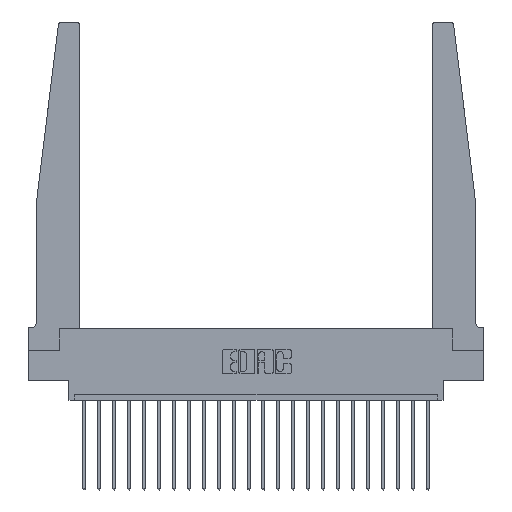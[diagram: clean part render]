
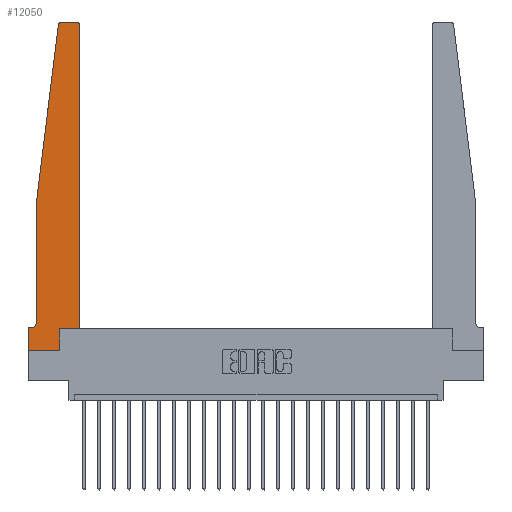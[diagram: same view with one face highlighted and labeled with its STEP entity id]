
A CAD part, top view. The second image highlights one B-rep face of the part: STEP entity #12050.
In plain terms, the highlighted planar face has unit normal (0, 0, 1).
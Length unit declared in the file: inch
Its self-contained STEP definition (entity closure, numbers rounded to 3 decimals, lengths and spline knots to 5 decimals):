
#354 = VECTOR ( 'NONE', #19434, 39.37008 ) ;
#404 = VERTEX_POINT ( 'NONE', #17913 ) ;
#1342 = CIRCLE ( 'NONE', #10626, 0.03 ) ;
#2059 = EDGE_CURVE ( 'NONE', #16804, #10635, #18813, .T. ) ;
#2899 = CARTESIAN_POINT ( 'NONE',  ( 0.395, 2.72, 0.37 ) ) ;
#2977 = LINE ( 'NONE', #10180, #8952 ) ;
#3070 = AXIS2_PLACEMENT_3D ( 'NONE', #2899, #15163, #4833 ) ;
#3130 = DIRECTION ( 'NONE',  ( 1., 0., 0. ) ) ;
#3256 = EDGE_CURVE ( 'NONE', #6198, #11531, #17430, .T. ) ;
#3464 = LINE ( 'NONE', #4613, #18228 ) ;
#3669 = ORIENTED_EDGE ( 'NONE', *, *, #6971, .T. ) ;
#3797 = VERTEX_POINT ( 'NONE', #17696 ) ;
#3979 = EDGE_CURVE ( 'NONE', #7862, #3797, #17910, .T. ) ;
#4205 = DIRECTION ( 'NONE',  ( -1., 0., 0. ) ) ;
#4291 = CARTESIAN_POINT ( 'NONE',  ( 0.25, 2.75, 0.37 ) ) ;
#4613 = CARTESIAN_POINT ( 'NONE',  ( 0.2605, 0.18, 0.37 ) ) ;
#4759 = CARTESIAN_POINT ( 'NONE',  ( 0., 0., 0.37 ) ) ;
#4833 = DIRECTION ( 'NONE',  ( 1., 0., 0. ) ) ;
#4931 = DIRECTION ( 'NONE',  ( 0., 0., 1. ) ) ;
#5222 = CARTESIAN_POINT ( 'NONE',  ( 0.2605, 0., 0.37 ) ) ;
#5274 = LINE ( 'NONE', #10889, #354 ) ;
#5299 = VECTOR ( 'NONE', #12930, 39.37008 ) ;
#5306 = LINE ( 'NONE', #4759, #18417 ) ;
#5757 = EDGE_CURVE ( 'NONE', #11531, #7862, #16824, .T. ) ;
#6198 = VERTEX_POINT ( 'NONE', #18374 ) ;
#6197 = CARTESIAN_POINT ( 'NONE',  ( 0.065, 0.2375, 0.37 ) ) ;
#6568 = CARTESIAN_POINT ( 'NONE',  ( 0.065, 1.25, 0.37 ) ) ;
#6583 = ORIENTED_EDGE ( 'NONE', *, *, #3256, .T. ) ;
#6721 = VECTOR ( 'NONE', #16144, 39.37008 ) ;
#6741 = CARTESIAN_POINT ( 'NONE',  ( 0., 0., 0.37 ) ) ;
#6744 = PLANE ( 'NONE',  #7579 ) ;
#6971 = EDGE_CURVE ( 'NONE', #9061, #18296, #3464, .T. ) ;
#6975 = AXIS2_PLACEMENT_3D ( 'NONE', #19794, #9657, #4205 ) ;
#7579 = AXIS2_PLACEMENT_3D ( 'NONE', #9827, #4931, #3130 ) ;
#7586 = DIRECTION ( 'NONE',  ( 1., 0., 0. ) ) ;
#7862 = VERTEX_POINT ( 'NONE', #6197 ) ;
#7965 = ORIENTED_EDGE ( 'NONE', *, *, #11171, .T. ) ;
#7986 = DIRECTION ( 'NONE',  ( 0., 1., 0. ) ) ;
#8491 = CARTESIAN_POINT ( 'NONE',  ( 0.065, 1.25, 0.37 ) ) ;
#8951 = CARTESIAN_POINT ( 'NONE',  ( 0., 0.1875, 0.37 ) ) ;
#8952 = VECTOR ( 'NONE', #11936, 39.37008 ) ;
#9061 = VERTEX_POINT ( 'NONE', #5222 ) ;
#9373 = CARTESIAN_POINT ( 'NONE',  ( 0.395, 2.75, 0.37 ) ) ;
#9503 = CARTESIAN_POINT ( 'NONE',  ( 0.425, 0.18, 0.37 ) ) ;
#9576 = ORIENTED_EDGE ( 'NONE', *, *, #5757, .T. ) ;
#9657 = DIRECTION ( 'NONE',  ( 0., 0., -1. ) ) ;
#9663 = VECTOR ( 'NONE', #16490, 39.37008 ) ;
#9827 = CARTESIAN_POINT ( 'NONE',  ( 0., 0.1875, 0.37 ) ) ;
#10180 = CARTESIAN_POINT ( 'NONE',  ( 0.425, 0.18, 0.37 ) ) ;
#10267 = ORIENTED_EDGE ( 'NONE', *, *, #2059, .T. ) ;
#10309 = EDGE_CURVE ( 'NONE', #3797, #16804, #5274, .T. ) ;
#10626 = AXIS2_PLACEMENT_3D ( 'NONE', #17907, #17836, #7586 ) ;
#10635 = VERTEX_POINT ( 'NONE', #6741 ) ;
#10799 = CIRCLE ( 'NONE', #3070, 0.03 ) ;
#10889 = CARTESIAN_POINT ( 'NONE',  ( 0.065, 0.1875, 0.37 ) ) ;
#10975 = CARTESIAN_POINT ( 'NONE',  ( 0., 0., 0.37 ) ) ;
#11171 = EDGE_CURVE ( 'NONE', #18296, #404, #2977, .T. ) ;
#11274 = VECTOR ( 'NONE', #7986, 39.37008 ) ;
#11526 = CARTESIAN_POINT ( 'NONE',  ( 0.2605, 0.18, 0.37 ) ) ;
#11531 = VERTEX_POINT ( 'NONE', #8491 ) ;
#11883 = EDGE_CURVE ( 'NONE', #17766, #6198, #1342, .T. ) ;
#11936 = DIRECTION ( 'NONE',  ( 1., 0., 0. ) ) ;
#12050 = ADVANCED_FACE ( 'NONE', ( #18027 ), #6744, .T. ) ;
#12341 = LINE ( 'NONE', #9503, #11274 ) ;
#12519 = EDGE_CURVE ( 'NONE', #22146, #20880, #10799, .T. ) ;
#12930 = DIRECTION ( 'NONE',  ( 0., -1., 0. ) ) ;
#13380 = EDGE_LOOP ( 'NONE', ( #19404, #14695, #6583, #9576, #15509, #22186, #10267, #14148, #3669, #7965, #16299, #20394 ) ) ;
#13721 = LINE ( 'NONE', #4291, #9663 ) ;
#14148 = ORIENTED_EDGE ( 'NONE', *, *, #22091, .T. ) ;
#14552 = VECTOR ( 'NONE', #19734, 39.37008 ) ;
#14695 = ORIENTED_EDGE ( 'NONE', *, *, #11883, .T. ) ;
#15163 = DIRECTION ( 'NONE',  ( 0., 0., 1. ) ) ;
#15509 = ORIENTED_EDGE ( 'NONE', *, *, #3979, .T. ) ;
#15839 = EDGE_CURVE ( 'NONE', #20880, #17766, #13721, .T. ) ;
#16044 = CARTESIAN_POINT ( 'NONE',  ( 0.065, 1.25, 0.37 ) ) ;
#16144 = DIRECTION ( 'NONE',  ( -0.122, -0.992, 0. ) ) ;
#16299 = ORIENTED_EDGE ( 'NONE', *, *, #16932, .T. ) ;
#16490 = DIRECTION ( 'NONE',  ( -1., 0., 0. ) ) ;
#16562 = CARTESIAN_POINT ( 'NONE',  ( 0.425, 2.72, 0.37 ) ) ;
#16795 = DIRECTION ( 'NONE',  ( 0., 1., 0. ) ) ;
#16804 = VERTEX_POINT ( 'NONE', #8951 ) ;
#16824 = LINE ( 'NONE', #16044, #5299 ) ;
#16932 = EDGE_CURVE ( 'NONE', #404, #22146, #12341, .T. ) ;
#17036 = CARTESIAN_POINT ( 'NONE',  ( 0.27653, 2.75, 0.37 ) ) ;
#17430 = LINE ( 'NONE', #6568, #6721 ) ;
#17696 = CARTESIAN_POINT ( 'NONE',  ( 0.015, 0.1875, 0.37 ) ) ;
#17766 = VERTEX_POINT ( 'NONE', #17036 ) ;
#17836 = DIRECTION ( 'NONE',  ( 0., 0., 1. ) ) ;
#17907 = CARTESIAN_POINT ( 'NONE',  ( 0.27653, 2.72, 0.37 ) ) ;
#17910 = CIRCLE ( 'NONE', #6975, 0.05 ) ;
#17913 = CARTESIAN_POINT ( 'NONE',  ( 0.425, 0.18, 0.37 ) ) ;
#18027 = FACE_OUTER_BOUND ( 'NONE', #13380, .T. ) ;
#18228 = VECTOR ( 'NONE', #16795, 39.37008 ) ;
#18296 = VERTEX_POINT ( 'NONE', #11526 ) ;
#18336 = DIRECTION ( 'NONE',  ( 1., 0., 0. ) ) ;
#18374 = CARTESIAN_POINT ( 'NONE',  ( 0.24675, 2.72367, 0.37 ) ) ;
#18417 = VECTOR ( 'NONE', #18336, 39.37008 ) ;
#18813 = LINE ( 'NONE', #10975, #14552 ) ;
#19404 = ORIENTED_EDGE ( 'NONE', *, *, #15839, .T. ) ;
#19434 = DIRECTION ( 'NONE',  ( -1., 0., 0. ) ) ;
#19734 = DIRECTION ( 'NONE',  ( 0., -1., 0. ) ) ;
#19794 = CARTESIAN_POINT ( 'NONE',  ( 0.015, 0.2375, 0.37 ) ) ;
#20394 = ORIENTED_EDGE ( 'NONE', *, *, #12519, .T. ) ;
#20880 = VERTEX_POINT ( 'NONE', #9373 ) ;
#22091 = EDGE_CURVE ( 'NONE', #10635, #9061, #5306, .T. ) ;
#22146 = VERTEX_POINT ( 'NONE', #16562 ) ;
#22186 = ORIENTED_EDGE ( 'NONE', *, *, #10309, .T. ) ;
